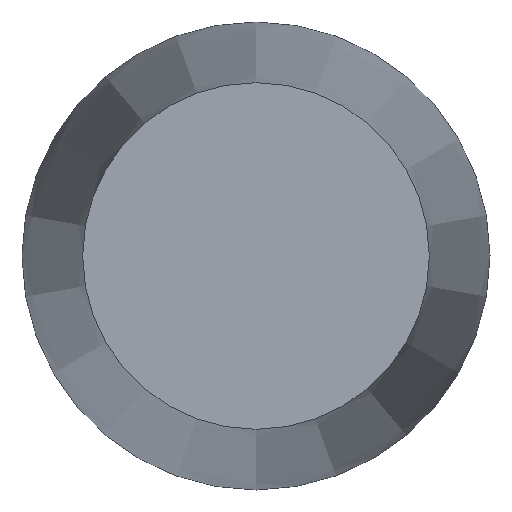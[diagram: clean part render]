
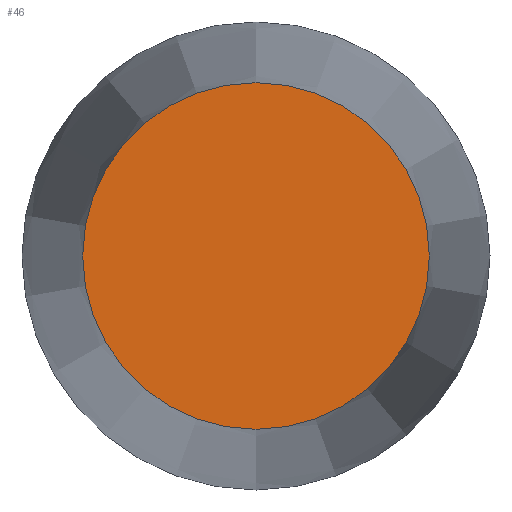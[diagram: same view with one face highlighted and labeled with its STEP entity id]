
A CAD part, front view. The second image highlights one B-rep face of the part: STEP entity #46.
In plain terms, the highlighted planar face has unit normal (0, -1, 0).
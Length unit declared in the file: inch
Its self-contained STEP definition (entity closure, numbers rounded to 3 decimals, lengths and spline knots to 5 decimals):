
#13=PLANE($,#54);
#19=FACE_OUTER_BOUND($,#23,.T.);
#23=EDGE_LOOP($,(#42));
#26=CIRCLE($,#53,0.03777);
#29=VERTEX_POINT($,#73);
#33=EDGE_CURVE($,#29,#29,#26,.T.);
#42=ORIENTED_EDGE($,*,*,#33,.F.);
#46=ADVANCED_FACE($,(#19),#13,.T.);
#53=AXIS2_PLACEMENT_3D($,#74,#63,#64);
#54=AXIS2_PLACEMENT_3D($,#106,#65,#66);
#63=DIRECTION('center_axis',(0.,1.,0.));
#64=DIRECTION('ref_axis',(0.,0.,1.));
#65=DIRECTION('center_axis',(0.,-1.,0.));
#66=DIRECTION('ref_axis',(0.,0.,-1.));
#73=CARTESIAN_POINT('',(0.,-0.04,0.03777));
#74=CARTESIAN_POINT('Origin',(0.,-0.04,0.));
#106=CARTESIAN_POINT('Origin',(0.,-0.04,0.01888));
